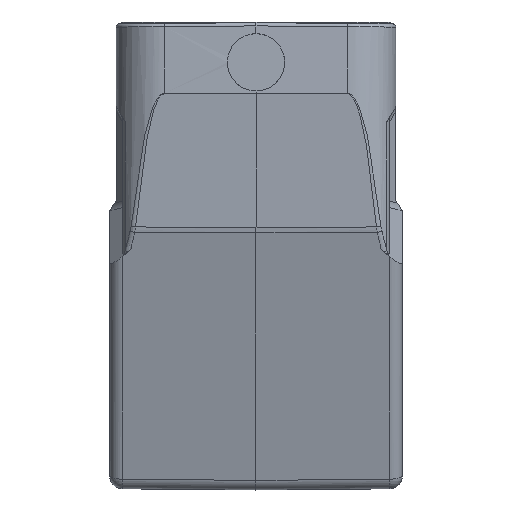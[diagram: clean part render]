
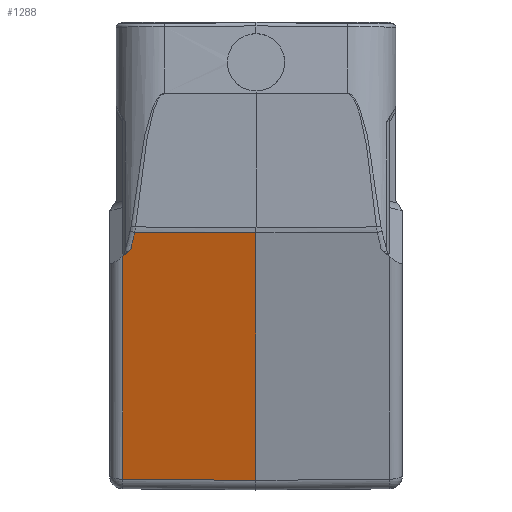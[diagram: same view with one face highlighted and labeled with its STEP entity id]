
A CAD part, left-side view. The second image highlights one B-rep face of the part: STEP entity #1288.
In plain terms, the highlighted planar face has unit normal (-0.966, 0.009, -0.259).
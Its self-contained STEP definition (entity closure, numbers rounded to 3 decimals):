
#819=FACE_OUTER_BOUND('',#2231,.T.);
#1288=ADVANCED_FACE('',(#819),#1544,.T.);
#1544=PLANE('',#8931);
#2231=EDGE_LOOP('',(#4633,#4634,#4635,#4636,#4637,#4638));
#2492=CIRCLE('',#8930,46.258);
#4633=ORIENTED_EDGE('',*,*,#6494,.F.);
#4634=ORIENTED_EDGE('',*,*,#6490,.T.);
#4635=ORIENTED_EDGE('',*,*,#6683,.F.);
#4636=ORIENTED_EDGE('',*,*,#6684,.F.);
#4637=ORIENTED_EDGE('',*,*,#6685,.T.);
#4638=ORIENTED_EDGE('',*,*,#6686,.F.);
#5432=VERTEX_POINT('',#14477);
#5435=VERTEX_POINT('',#14485);
#5437=VERTEX_POINT('',#14492);
#5548=VERTEX_POINT('',#15027);
#5552=VERTEX_POINT('',#15069);
#5553=VERTEX_POINT('',#15071);
#6490=EDGE_CURVE('',#5435,#5432,#7328,.T.);
#6494=EDGE_CURVE('',#5435,#5437,#7331,.T.);
#6683=EDGE_CURVE('',#5548,#5432,#7429,.T.);
#6684=EDGE_CURVE('',#5552,#5548,#7430,.T.);
#6685=EDGE_CURVE('',#5552,#5553,#7431,.T.);
#6686=EDGE_CURVE('',#5437,#5553,#2492,.T.);
#7328=LINE('',#14484,#8040);
#7331=LINE('',#14491,#8043);
#7429=LINE('',#15066,#8141);
#7430=LINE('',#15068,#8142);
#7431=LINE('',#15070,#8143);
#8040=VECTOR('',#10781,1.);
#8043=VECTOR('',#10788,1.);
#8141=VECTOR('',#11158,1.);
#8142=VECTOR('',#11161,1.);
#8143=VECTOR('',#11162,1.);
#8930=AXIS2_PLACEMENT_3D('',#15072,#11163,#11164);
#8931=AXIS2_PLACEMENT_3D('',#15073,#11165,#11166);
#10781=DIRECTION('',(0.259,0.,-0.966));
#10788=DIRECTION('',(-0.173,-0.765,0.62));
#11158=DIRECTION('',(0.007,1.,0.009));
#11161=DIRECTION('',(0.259,0.,-0.966));
#11162=DIRECTION('',(0.009,1.,0.002));
#11163=DIRECTION('',(0.966,-0.009,0.259));
#11164=DIRECTION('',(0.259,0.,-0.966));
#11165=DIRECTION('',(-0.966,0.009,-0.259));
#11166=DIRECTION('',(-0.259,0.,0.966));
#14477=CARTESIAN_POINT('',(-24.205,20.517,-70.339));
#14484=CARTESIAN_POINT('',(-29.275,20.517,-51.417));
#14485=CARTESIAN_POINT('',(-33.383,20.517,-36.083));
#14491=CARTESIAN_POINT('',(-33.259,21.065,-36.527));
#14492=CARTESIAN_POINT('',(-33.666,19.266,-35.069));
#15027=CARTESIAN_POINT('',(-24.342,0.01,-70.518));
#15066=CARTESIAN_POINT('',(-24.272,10.39,-70.427));
#15068=CARTESIAN_POINT('',(-23.945,0.01,-72.));
#15069=CARTESIAN_POINT('',(-34.549,0.007,-32.423));
#15070=CARTESIAN_POINT('',(-34.461,10.273,-32.407));
#15071=CARTESIAN_POINT('',(-34.389,18.655,-32.394));
#15072=CARTESIAN_POINT('',(-31.836,-26.193,-43.435));
#15073=CARTESIAN_POINT('',(-29.361,10.259,-51.44));
